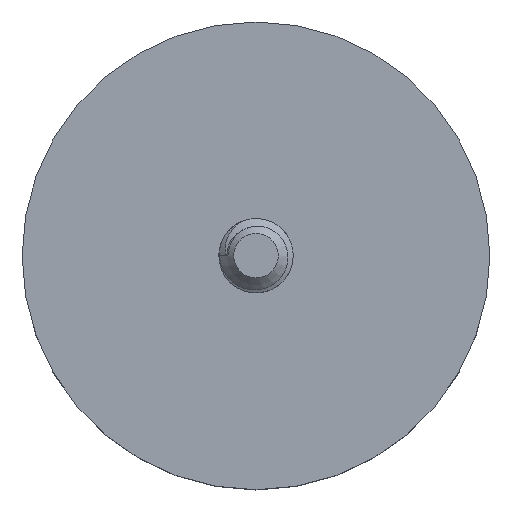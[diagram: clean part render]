
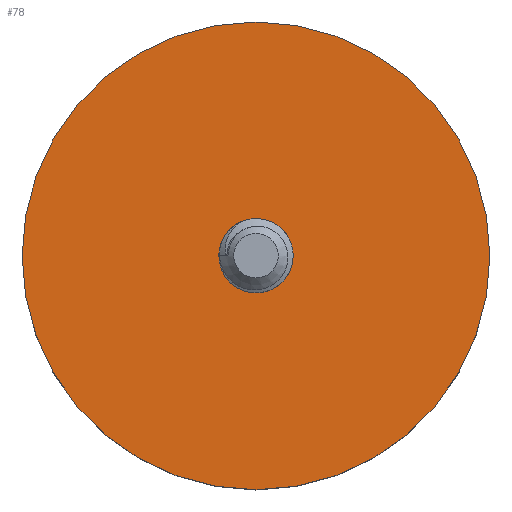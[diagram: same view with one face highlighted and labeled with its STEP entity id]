
A CAD part, top view. The second image highlights one B-rep face of the part: STEP entity #78.
In plain terms, the highlighted planar face has unit normal (0, 0, 1).
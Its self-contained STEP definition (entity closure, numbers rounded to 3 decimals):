
#24 = VERTEX_POINT('',#25);
#25 = CARTESIAN_POINT('',(20.,0.,12.));
#31 = EDGE_CURVE('',#24,#24,#32,.T.);
#32 = CIRCLE('',#33,20.);
#33 = AXIS2_PLACEMENT_3D('',#34,#35,#36);
#34 = CARTESIAN_POINT('',(0.,0.,12.));
#35 = DIRECTION('',(0.,0.,1.));
#36 = DIRECTION('',(1.,0.,0.));
#78 = ADVANCED_FACE('',(#79,#82),#199,.T.);
#79 = FACE_BOUND('',#80,.T.);
#80 = EDGE_LOOP('',(#81));
#81 = ORIENTED_EDGE('',*,*,#31,.T.);
#82 = FACE_BOUND('',#83,.T.);
#83 = EDGE_LOOP('',(#84,#121,#138,#165,#174));
#84 = ORIENTED_EDGE('',*,*,#85,.F.);
#85 = EDGE_CURVE('',#86,#88,#90,.T.);
#86 = VERTEX_POINT('',#87);
#87 = CARTESIAN_POINT('',(-2.422,0.,12.));
#88 = VERTEX_POINT('',#89);
#89 = CARTESIAN_POINT('',(-0.772,-2.365,12.));
#90 = B_SPLINE_CURVE_WITH_KNOTS('',8,(#91,#92,#93,#94,#95,#96,#97,#98,
    #99,#100,#101,#102,#103,#104,#105,#106,#107,#108,#109,#110,#111,#112
    ,#113,#114,#115,#116,#117,#118,#119,#120),.UNSPECIFIED.,.F.,.F.,(9,7
    ,7,7,9),(0.,0.366,0.591,0.741,1.),
  .UNSPECIFIED.);
#91 = CARTESIAN_POINT('',(-2.422,0.,12.));
#92 = CARTESIAN_POINT('',(-2.415,-0.139,12.));
#93 = CARTESIAN_POINT('',(-2.401,-0.278,12.));
#94 = CARTESIAN_POINT('',(-2.377,-0.418,12.));
#95 = CARTESIAN_POINT('',(-2.346,-0.556,12.));
#96 = CARTESIAN_POINT('',(-2.306,-0.693,12.));
#97 = CARTESIAN_POINT('',(-2.257,-0.827,12.));
#98 = CARTESIAN_POINT('',(-2.201,-0.958,12.));
#99 = CARTESIAN_POINT('',(-2.097,-1.163,12.));
#100 = CARTESIAN_POINT('',(-2.054,-1.239,12.));
#101 = CARTESIAN_POINT('',(-2.009,-1.314,12.));
#102 = CARTESIAN_POINT('',(-1.961,-1.387,12.));
#103 = CARTESIAN_POINT('',(-1.91,-1.458,12.));
#104 = CARTESIAN_POINT('',(-1.856,-1.527,12.));
#105 = CARTESIAN_POINT('',(-1.8,-1.594,12.));
#106 = CARTESIAN_POINT('',(-1.704,-1.702,12.));
#107 = CARTESIAN_POINT('',(-1.664,-1.744,12.));
#108 = CARTESIAN_POINT('',(-1.623,-1.785,12.));
#109 = CARTESIAN_POINT('',(-1.582,-1.825,12.));
#110 = CARTESIAN_POINT('',(-1.54,-1.863,12.));
#111 = CARTESIAN_POINT('',(-1.496,-1.901,12.));
#112 = CARTESIAN_POINT('',(-1.453,-1.938,12.));
#113 = CARTESIAN_POINT('',(-1.331,-2.034,12.));
#114 = CARTESIAN_POINT('',(-1.253,-2.091,12.));
#115 = CARTESIAN_POINT('',(-1.173,-2.146,12.));
#116 = CARTESIAN_POINT('',(-1.092,-2.196,12.));
#117 = CARTESIAN_POINT('',(-1.01,-2.243,12.));
#118 = CARTESIAN_POINT('',(-0.929,-2.287,12.));
#119 = CARTESIAN_POINT('',(-0.848,-2.327,12.));
#120 = CARTESIAN_POINT('',(-0.772,-2.365,12.));
#121 = ORIENTED_EDGE('',*,*,#122,.T.);
#122 = EDGE_CURVE('',#86,#123,#125,.T.);
#123 = VERTEX_POINT('',#124);
#124 = CARTESIAN_POINT('',(-2.365,0.772,12.));
#125 = B_SPLINE_CURVE_WITH_KNOTS('',6,(#126,#127,#128,#129,#130,#131,
    #132,#133,#134,#135,#136,#137),.UNSPECIFIED.,.F.,.F.,(7,5,7),(0.,
    0.545,1.),.UNSPECIFIED.);
#126 = CARTESIAN_POINT('',(-2.422,0.,12.));
#127 = CARTESIAN_POINT('',(-2.426,0.074,12.));
#128 = CARTESIAN_POINT('',(-2.428,0.147,12.));
#129 = CARTESIAN_POINT('',(-2.427,0.22,12.));
#130 = CARTESIAN_POINT('',(-2.424,0.292,12.));
#131 = CARTESIAN_POINT('',(-2.419,0.364,12.));
#132 = CARTESIAN_POINT('',(-2.407,0.493,12.));
#133 = CARTESIAN_POINT('',(-2.4,0.551,12.));
#134 = CARTESIAN_POINT('',(-2.392,0.609,12.));
#135 = CARTESIAN_POINT('',(-2.383,0.665,12.));
#136 = CARTESIAN_POINT('',(-2.374,0.719,12.));
#137 = CARTESIAN_POINT('',(-2.365,0.772,12.));
#138 = ORIENTED_EDGE('',*,*,#139,.T.);
#139 = EDGE_CURVE('',#123,#140,#142,.T.);
#140 = VERTEX_POINT('',#141);
#141 = CARTESIAN_POINT('',(2.065,2.412,12.));
#142 = B_SPLINE_CURVE_WITH_KNOTS('',6,(#143,#144,#145,#146,#147,#148,
    #149,#150,#151,#152,#153,#154,#155,#156,#157,#158,#159,#160,#161,
    #162,#163,#164),.UNSPECIFIED.,.F.,.F.,(7,5,5,5,7),(0.,0.206
    ,0.437,0.699,1.),.UNSPECIFIED.);
#143 = CARTESIAN_POINT('',(-2.365,0.772,12.));
#144 = CARTESIAN_POINT('',(-2.332,0.958,12.));
#145 = CARTESIAN_POINT('',(-2.282,1.141,12.));
#146 = CARTESIAN_POINT('',(-2.215,1.32,12.));
#147 = CARTESIAN_POINT('',(-2.132,1.492,12.));
#148 = CARTESIAN_POINT('',(-2.035,1.656,12.));
#149 = CARTESIAN_POINT('',(-1.798,1.984,12.));
#150 = CARTESIAN_POINT('',(-1.656,2.146,12.));
#151 = CARTESIAN_POINT('',(-1.499,2.294,12.));
#152 = CARTESIAN_POINT('',(-1.327,2.426,12.));
#153 = CARTESIAN_POINT('',(-1.144,2.542,12.));
#154 = CARTESIAN_POINT('',(-0.735,2.75,12.));
#155 = CARTESIAN_POINT('',(-0.505,2.838,12.));
#156 = CARTESIAN_POINT('',(-0.266,2.902,12.));
#157 = CARTESIAN_POINT('',(-0.022,2.941,12.));
#158 = CARTESIAN_POINT('',(0.224,2.955,12.));
#159 = CARTESIAN_POINT('',(0.753,2.934,12.));
#160 = CARTESIAN_POINT('',(1.035,2.889,12.));
#161 = CARTESIAN_POINT('',(1.311,2.813,12.));
#162 = CARTESIAN_POINT('',(1.577,2.707,12.));
#163 = CARTESIAN_POINT('',(1.83,2.572,12.));
#164 = CARTESIAN_POINT('',(2.065,2.412,12.));
#165 = ORIENTED_EDGE('',*,*,#166,.F.);
#166 = EDGE_CURVE('',#167,#140,#169,.T.);
#167 = VERTEX_POINT('',#168);
#168 = CARTESIAN_POINT('',(3.166,0.245,12.));
#169 = CIRCLE('',#170,3.175);
#170 = AXIS2_PLACEMENT_3D('',#171,#172,#173);
#171 = CARTESIAN_POINT('',(0.,0.,12.));
#172 = DIRECTION('',(0.,0.,1.));
#173 = DIRECTION('',(-1.,0.,0.));
#174 = ORIENTED_EDGE('',*,*,#175,.T.);
#175 = EDGE_CURVE('',#167,#88,#176,.T.);
#176 = B_SPLINE_CURVE_WITH_KNOTS('',6,(#177,#178,#179,#180,#181,#182,
    #183,#184,#185,#186,#187,#188,#189,#190,#191,#192,#193,#194,#195,
    #196,#197,#198),.UNSPECIFIED.,.F.,.F.,(7,5,5,5,7),(0.,0.301
    ,0.564,0.795,1.),.UNSPECIFIED.);
#177 = CARTESIAN_POINT('',(3.166,0.245,12.));
#178 = CARTESIAN_POINT('',(3.156,-0.039,12.));
#179 = CARTESIAN_POINT('',(3.116,-0.323,12.));
#180 = CARTESIAN_POINT('',(3.045,-0.601,12.));
#181 = CARTESIAN_POINT('',(2.944,-0.868,12.));
#182 = CARTESIAN_POINT('',(2.813,-1.122,12.));
#183 = CARTESIAN_POINT('',(2.519,-1.563,12.));
#184 = CARTESIAN_POINT('',(2.361,-1.754,12.));
#185 = CARTESIAN_POINT('',(2.184,-1.929,12.));
#186 = CARTESIAN_POINT('',(1.991,-2.084,12.));
#187 = CARTESIAN_POINT('',(1.784,-2.218,12.));
#188 = CARTESIAN_POINT('',(1.372,-2.425,12.));
#189 = CARTESIAN_POINT('',(1.171,-2.505,12.));
#190 = CARTESIAN_POINT('',(0.963,-2.564,12.));
#191 = CARTESIAN_POINT('',(0.751,-2.604,12.));
#192 = CARTESIAN_POINT('',(0.536,-2.623,12.));
#193 = CARTESIAN_POINT('',(0.133,-2.619,12.));
#194 = CARTESIAN_POINT('',(-0.056,-2.601,12.));
#195 = CARTESIAN_POINT('',(-0.243,-2.566,12.));
#196 = CARTESIAN_POINT('',(-0.426,-2.515,12.));
#197 = CARTESIAN_POINT('',(-0.603,-2.447,12.));
#198 = CARTESIAN_POINT('',(-0.772,-2.365,12.));
#199 = PLANE('',#200);
#200 = AXIS2_PLACEMENT_3D('',#201,#202,#203);
#201 = CARTESIAN_POINT('',(0.,0.,12.));
#202 = DIRECTION('',(0.,0.,1.));
#203 = DIRECTION('',(1.,0.,0.));
